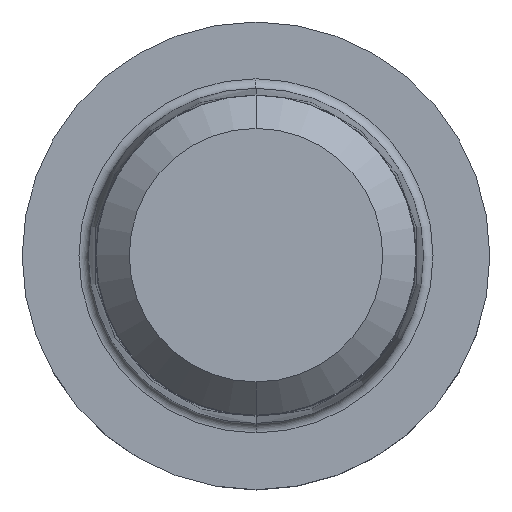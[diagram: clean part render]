
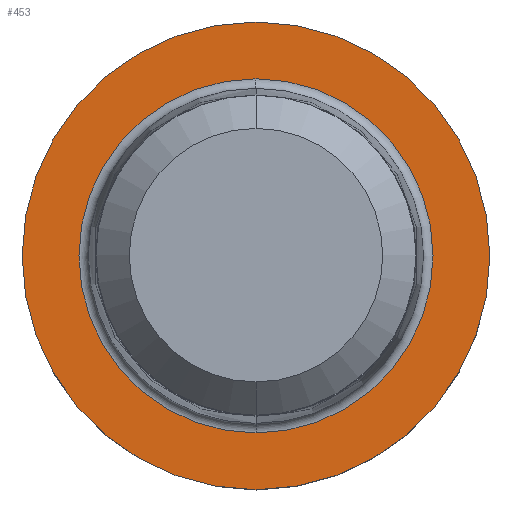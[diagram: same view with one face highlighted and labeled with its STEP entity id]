
A CAD part, top view. The second image highlights one B-rep face of the part: STEP entity #453.
In plain terms, the highlighted planar face has unit normal (0, 0, 1).
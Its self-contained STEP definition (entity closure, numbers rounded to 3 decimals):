
#223=EDGE_CURVE('',#443,#479,#563,.T.);
#293=EDGE_CURVE('',#429,#397,#641,.T.);
#323=EDGE_CURVE('',#479,#443,#673,.T.);
#369=EDGE_CURVE('',#397,#429,#725,.T.);
#397=VERTEX_POINT('',#757);
#429=VERTEX_POINT('',#792);
#443=VERTEX_POINT('',#806);
#453=ADVANCED_FACE('',(#816,#817),#818,.T.);
#479=VERTEX_POINT('',#848);
#563=CIRCLE('',#947,9.8);
#641=CIRCLE('',#1043,7.42);
#673=CIRCLE('',#1084,9.8);
#725=CIRCLE('',#1152,7.42);
#757=CARTESIAN_POINT('',(0.,-7.42,0.01));
#792=CARTESIAN_POINT('',(0.0,7.42,0.01));
#806=CARTESIAN_POINT('',(0.0,9.8,0.01));
#816=FACE_OUTER_BOUND('',#1272,.T.);
#817=FACE_BOUND('',#1273,.T.);
#818=PLANE('',#1274);
#848=CARTESIAN_POINT('',(0.,-9.8,0.01));
#947=AXIS2_PLACEMENT_3D('',#1401,#1402,#1403);
#1043=AXIS2_PLACEMENT_3D('',#1512,#1513,#1514);
#1084=AXIS2_PLACEMENT_3D('',#1540,#1541,#1542);
#1152=AXIS2_PLACEMENT_3D('',#1611,#1612,#1613);
#1272=EDGE_LOOP('',(#1710,#1711));
#1273=EDGE_LOOP('',(#1712,#1713));
#1274=AXIS2_PLACEMENT_3D('',#1714,#1715,#1716);
#1401=CARTESIAN_POINT('',(0.0,0.0,0.01));
#1402=DIRECTION('',(0.0,0.0,-1.0));
#1403=DIRECTION('',(0.0,1.0,0.0));
#1512=CARTESIAN_POINT('',(0.0,0.0,0.01));
#1513=DIRECTION('',(0.0,0.0,-1.0));
#1514=DIRECTION('',(0.0,1.0,0.0));
#1540=CARTESIAN_POINT('',(0.0,0.0,0.01));
#1541=DIRECTION('',(0.0,0.0,-1.0));
#1542=DIRECTION('',(0.0,1.0,0.0));
#1611=CARTESIAN_POINT('',(0.0,0.0,0.01));
#1612=DIRECTION('',(0.0,0.0,-1.0));
#1613=DIRECTION('',(0.0,1.0,0.0));
#1710=ORIENTED_EDGE('',*,*,#223,.F.);
#1711=ORIENTED_EDGE('',*,*,#323,.F.);
#1712=ORIENTED_EDGE('',*,*,#293,.T.);
#1713=ORIENTED_EDGE('',*,*,#369,.T.);
#1714=CARTESIAN_POINT('',(0.0,4.9,0.01));
#1715=DIRECTION('',(-0.0,0.0,1.0));
#1716=DIRECTION('',(0.0,-1.0,0.0));
